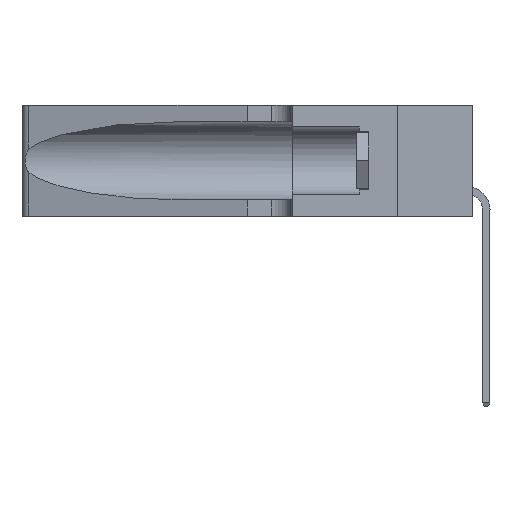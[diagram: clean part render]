
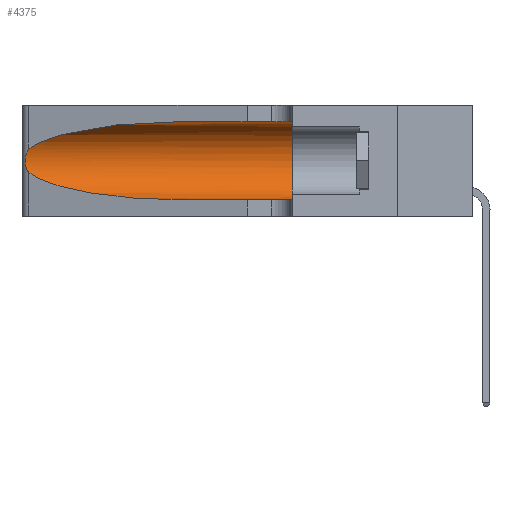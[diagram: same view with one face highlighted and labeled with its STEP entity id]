
A CAD part, left-side view. The second image highlights one B-rep face of the part: STEP entity #4375.
In plain terms, the highlighted cylindrical face has radius 3.308 mm (diameter 6.617 mm), a partial arc.
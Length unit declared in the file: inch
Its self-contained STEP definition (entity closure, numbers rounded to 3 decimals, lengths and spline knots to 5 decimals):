
#70 = CARTESIAN_POINT ( 'NONE',  ( 0.1305, 0.35, 0.31525 ) ) ;
#1023 = DIRECTION ( 'NONE',  ( 0., 1., 0. ) ) ;
#1345 = CARTESIAN_POINT ( 'NONE',  ( 0.25856, 1.23593, 0.16098 ) ) ;
#1619 = FACE_OUTER_BOUND ( 'NONE', #28210, .T. ) ;
#1685 = CARTESIAN_POINT ( 'NONE',  ( 0.18966, 0.96281, 0.05475 ) ) ;
#1689 = ORIENTED_EDGE ( 'NONE', *, *, #2729, .T. ) ;
#2729 = EDGE_CURVE ( 'NONE', #14347, #12816, #20135, .T. ) ;
#3029 = CARTESIAN_POINT ( 'NONE',  ( 0.1305, 1.61858, 0.05475 ) ) ;
#3587 = CARTESIAN_POINT ( 'NONE',  ( 0.25487, 1.22718, 0.14631 ) ) ;
#4375 = ADVANCED_FACE ( 'NONE', ( #1619 ), #8853, .F. ) ;
#4507 = DIRECTION ( 'NONE',  ( 0., 0., 1. ) ) ;
#4567 = CARTESIAN_POINT ( 'NONE',  ( 0.25487, 1.22718, 0.22369 ) ) ;
#4690 = CARTESIAN_POINT ( 'NONE',  ( 0.26017, 1.23833, 0.17102 ) ) ;
#4819 = CARTESIAN_POINT ( 'NONE',  ( 0.26075, 1.23896, 0.19203 ) ) ;
#5782 = CARTESIAN_POINT ( 'NONE',  ( 0.1305, 0.72297, 0.31525 ) ) ;
#6659 = DIRECTION ( 'NONE',  ( 0., -1., 0. ) ) ;
#7400 = CARTESIAN_POINT ( 'NONE',  ( 0.25854, 1.2359, 0.20912 ) ) ;
#7569 = LINE ( 'NONE', #12897, #38528 ) ;
#8853 = CYLINDRICAL_SURFACE ( 'NONE', #19562, 0.13025 ) ;
#9023 = ORIENTED_EDGE ( 'NONE', *, *, #13847, .F. ) ;
#9053 = EDGE_CURVE ( 'NONE', #15203, #23077, #14025, .T. ) ;
#10144 = DIRECTION ( 'NONE',  ( 0., -1., 0. ) ) ;
#10451 = CARTESIAN_POINT ( 'NONE',  ( 0.1305, 0.35, 0.185 ) ) ;
#10452 = EDGE_CURVE ( 'NONE', #32377, #14347, #23703, .T. ) ;
#10502 = CARTESIAN_POINT ( 'NONE',  ( 0.25639, 1.23186, 0.15144 ) ) ;
#11295 = ORIENTED_EDGE ( 'NONE', *, *, #26292, .T. ) ;
#11880 = VECTOR ( 'NONE', #40051, 39.37008 ) ;
#12517 = CARTESIAN_POINT ( 'NONE',  ( 0.18966, 0.96281, 0.31525 ) ) ;
#12816 = VERTEX_POINT ( 'NONE', #19298 ) ;
#12897 = CARTESIAN_POINT ( 'NONE',  ( 0.1305, 1.61858, 0.31525 ) ) ;
#13123 = CARTESIAN_POINT ( 'NONE',  ( 0.1305, 1.61858, 0.185 ) ) ;
#13847 = EDGE_CURVE ( 'NONE', #21043, #12816, #28730, .T. ) ;
#14025 =( BOUNDED_CURVE ( )  B_SPLINE_CURVE ( 3, ( #30969, #12517, #21735, #24245 ),
 .UNSPECIFIED., .F., .T. ) 
 B_SPLINE_CURVE_WITH_KNOTS ( ( 4, 4 ),
 ( 1.5708, 2.84003 ),
 .UNSPECIFIED. ) 
 CURVE ( )  GEOMETRIC_REPRESENTATION_ITEM ( )  RATIONAL_B_SPLINE_CURVE ( ( 1., 0.87, 0.87, 1. ) ) 
 REPRESENTATION_ITEM ( '' )  );
#14347 = VERTEX_POINT ( 'NONE', #15263 ) ;
#15203 = VERTEX_POINT ( 'NONE', #5782 ) ;
#15263 = CARTESIAN_POINT ( 'NONE',  ( 0.1305, 0.72297, 0.05475 ) ) ;
#16765 = CARTESIAN_POINT ( 'NONE',  ( 0.26075, 1.23896, 0.178 ) ) ;
#16897 = CARTESIAN_POINT ( 'NONE',  ( 0.26018, 1.23835, 0.19895 ) ) ;
#18770 = ORIENTED_EDGE ( 'NONE', *, *, #9053, .T. ) ;
#19276 = CARTESIAN_POINT ( 'NONE',  ( 0.2373, 1.15595, 0.08982 ) ) ;
#19298 = CARTESIAN_POINT ( 'NONE',  ( 0.1305, 0.35, 0.05475 ) ) ;
#19562 = AXIS2_PLACEMENT_3D ( 'NONE', #13123, #10144, #32107 ) ;
#19611 = ORIENTED_EDGE ( 'NONE', *, *, #10452, .T. ) ;
#20135 = LINE ( 'NONE', #3029, #11880 ) ;
#20954 = B_SPLINE_CURVE_WITH_KNOTS ( 'NONE', 3,
 ( #4567, #29392, #26201, #32091, #7400, #16897, #4819, #16765, #4690, #1345, #25946, #10502, #28996, #29266 ),
 .UNSPECIFIED., .F., .F.,
 ( 4, 2, 2, 2, 2, 2, 4 ),
 ( 0., 0.00027, 0.00053, 0.00107, 0.0016, 0.00187, 0.00214 ),
 .UNSPECIFIED. ) ;
#21043 = VERTEX_POINT ( 'NONE', #70 ) ;
#21070 = EDGE_CURVE ( 'NONE', #15203, #21043, #7569, .T. ) ;
#21735 = CARTESIAN_POINT ( 'NONE',  ( 0.2373, 1.15595, 0.28018 ) ) ;
#23077 = VERTEX_POINT ( 'NONE', #35569 ) ;
#23703 =( BOUNDED_CURVE ( )  B_SPLINE_CURVE ( 3, ( #3587, #19276, #1685, #26396 ),
 .UNSPECIFIED., .F., .F. ) 
 B_SPLINE_CURVE_WITH_KNOTS ( ( 4, 4 ),
 ( 3.44316, 4.71239 ),
 .UNSPECIFIED. ) 
 CURVE ( )  GEOMETRIC_REPRESENTATION_ITEM ( )  RATIONAL_B_SPLINE_CURVE ( ( 1., 0.87, 0.87, 1. ) ) 
 REPRESENTATION_ITEM ( '' )  );
#24245 = CARTESIAN_POINT ( 'NONE',  ( 0.25487, 1.22718, 0.22369 ) ) ;
#25946 = CARTESIAN_POINT ( 'NONE',  ( 0.25789, 1.23486, 0.15765 ) ) ;
#26201 = CARTESIAN_POINT ( 'NONE',  ( 0.25639, 1.23184, 0.21858 ) ) ;
#26292 = EDGE_CURVE ( 'NONE', #23077, #32377, #20954, .T. ) ;
#26396 = CARTESIAN_POINT ( 'NONE',  ( 0.1305, 0.72297, 0.05475 ) ) ;
#28210 = EDGE_LOOP ( 'NONE', ( #18770, #11295, #19611, #1689, #9023, #39563 ) ) ;
#28730 = CIRCLE ( 'NONE', #29095, 0.13025 ) ;
#28996 = CARTESIAN_POINT ( 'NONE',  ( 0.25555, 1.22993, 0.14849 ) ) ;
#29095 = AXIS2_PLACEMENT_3D ( 'NONE', #10451, #1023, #4507 ) ;
#29266 = CARTESIAN_POINT ( 'NONE',  ( 0.25487, 1.22718, 0.14631 ) ) ;
#29392 = CARTESIAN_POINT ( 'NONE',  ( 0.25555, 1.22994, 0.2215 ) ) ;
#30969 = CARTESIAN_POINT ( 'NONE',  ( 0.1305, 0.72297, 0.31525 ) ) ;
#32091 = CARTESIAN_POINT ( 'NONE',  ( 0.25787, 1.23484, 0.2124 ) ) ;
#32107 = DIRECTION ( 'NONE',  ( 0., 0., -1. ) ) ;
#32377 = VERTEX_POINT ( 'NONE', #36706 ) ;
#35569 = CARTESIAN_POINT ( 'NONE',  ( 0.25487, 1.22718, 0.22369 ) ) ;
#36706 = CARTESIAN_POINT ( 'NONE',  ( 0.25487, 1.22718, 0.14631 ) ) ;
#38528 = VECTOR ( 'NONE', #6659, 39.37008 ) ;
#39563 = ORIENTED_EDGE ( 'NONE', *, *, #21070, .F. ) ;
#40051 = DIRECTION ( 'NONE',  ( 0., -1., 0. ) ) ;
